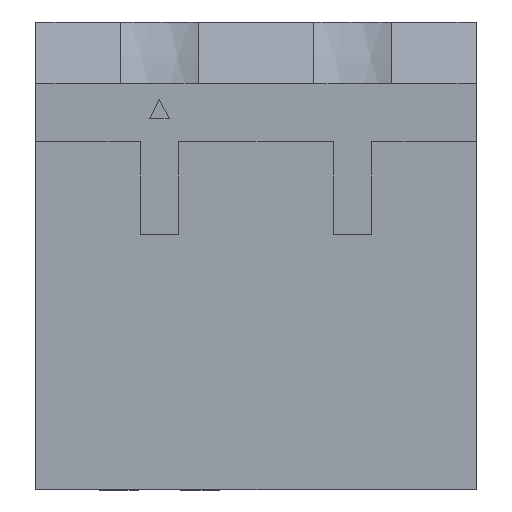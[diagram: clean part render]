
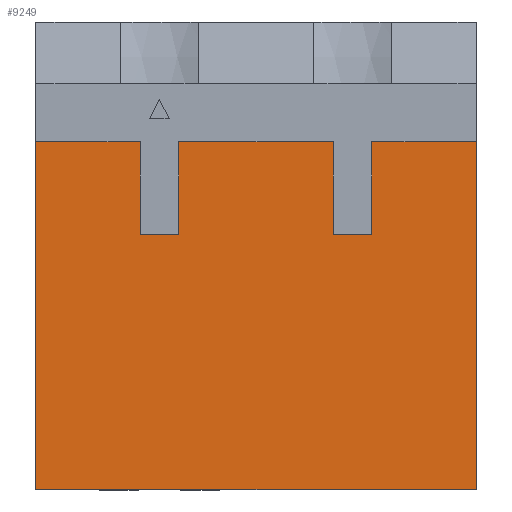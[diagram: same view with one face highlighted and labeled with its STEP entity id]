
A CAD part, top view. The second image highlights one B-rep face of the part: STEP entity #9249.
In plain terms, the highlighted planar face has unit normal (0, 0, 1).
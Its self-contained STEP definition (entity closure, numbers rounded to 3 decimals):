
#236 = DIRECTION ( 'NONE',  ( 1., 0., 0. ) ) ;
#365 = CARTESIAN_POINT ( 'NONE',  ( 7.7, 9., 7.8 ) ) ;
#1335 = VERTEX_POINT ( 'NONE', #18010 ) ;
#1435 = CARTESIAN_POINT ( 'NONE',  ( 3.7, 9., 7.8 ) ) ;
#1461 = LINE ( 'NONE', #20117, #20125 ) ;
#1640 = CARTESIAN_POINT ( 'NONE',  ( 8.7, 6.6, 7.8 ) ) ;
#1774 = VECTOR ( 'NONE', #20295, 1000. ) ;
#1867 = LINE ( 'NONE', #365, #21365 ) ;
#2113 = ORIENTED_EDGE ( 'NONE', *, *, #10200, .F. ) ;
#2621 = CARTESIAN_POINT ( 'NONE',  ( 7.7, 6.6, 7.8 ) ) ;
#3213 = VECTOR ( 'NONE', #10275, 1000. ) ;
#3642 = DIRECTION ( 'NONE',  ( -1., 0., 0. ) ) ;
#3728 = EDGE_CURVE ( 'NONE', #1335, #20925, #6850, .T. ) ;
#3762 = CARTESIAN_POINT ( 'NONE',  ( 0., 9., 7.8 ) ) ;
#4071 = VERTEX_POINT ( 'NONE', #22959 ) ;
#4444 = VERTEX_POINT ( 'NONE', #14591 ) ;
#5175 = VECTOR ( 'NONE', #23530, 1000. ) ;
#5441 = CARTESIAN_POINT ( 'NONE',  ( 7.7, 9., 7.8 ) ) ;
#5958 = CARTESIAN_POINT ( 'NONE',  ( 11.4, 9., 7.8 ) ) ;
#6124 = VECTOR ( 'NONE', #6940, 1000. ) ;
#6227 = CARTESIAN_POINT ( 'NONE',  ( 2.7, 9., 7.8 ) ) ;
#6850 = LINE ( 'NONE', #1640, #1774 ) ;
#6940 = DIRECTION ( 'NONE',  ( -1., 0., 0. ) ) ;
#7327 = VECTOR ( 'NONE', #21742, 1000. ) ;
#8207 = CARTESIAN_POINT ( 'NONE',  ( 2.7, 6.6, 7.8 ) ) ;
#8881 = EDGE_CURVE ( 'NONE', #4071, #12815, #16822, .T. ) ;
#8885 = ORIENTED_EDGE ( 'NONE', *, *, #3728, .T. ) ;
#9249 = ADVANCED_FACE ( 'NONE', ( #15255 ), #9673, .T. ) ;
#9436 = VECTOR ( 'NONE', #3642, 1000. ) ;
#9488 = ORIENTED_EDGE ( 'NONE', *, *, #15539, .T. ) ;
#9673 = PLANE ( 'NONE',  #15403 ) ;
#10130 = EDGE_CURVE ( 'NONE', #10550, #13334, #22934, .T. ) ;
#10200 = EDGE_CURVE ( 'NONE', #4444, #12815, #13552, .T. ) ;
#10275 = DIRECTION ( 'NONE',  ( 0., -1., 0. ) ) ;
#10550 = VERTEX_POINT ( 'NONE', #11285 ) ;
#10657 = ORIENTED_EDGE ( 'NONE', *, *, #11724, .F. ) ;
#10738 = VERTEX_POINT ( 'NONE', #15498 ) ;
#10793 = DIRECTION ( 'NONE',  ( 0., 1., 0. ) ) ;
#11285 = CARTESIAN_POINT ( 'NONE',  ( 11.4, 0., 7.8 ) ) ;
#11724 = EDGE_CURVE ( 'NONE', #13334, #12158, #22124, .T. ) ;
#11935 = ORIENTED_EDGE ( 'NONE', *, *, #24110, .T. ) ;
#12129 = LINE ( 'NONE', #19466, #3213 ) ;
#12158 = VERTEX_POINT ( 'NONE', #3762 ) ;
#12242 = ORIENTED_EDGE ( 'NONE', *, *, #10130, .F. ) ;
#12757 = ORIENTED_EDGE ( 'NONE', *, *, #20537, .T. ) ;
#12815 = VERTEX_POINT ( 'NONE', #8207 ) ;
#13030 = CARTESIAN_POINT ( 'NONE',  ( 0., 0., 7.8 ) ) ;
#13334 = VERTEX_POINT ( 'NONE', #13030 ) ;
#13493 = VECTOR ( 'NONE', #21513, 1000. ) ;
#13498 = DIRECTION ( 'NONE',  ( 0., 0., 1. ) ) ;
#13552 = LINE ( 'NONE', #6227, #5175 ) ;
#13571 = EDGE_CURVE ( 'NONE', #18919, #20925, #1867, .T. ) ;
#13927 = LINE ( 'NONE', #17556, #13493 ) ;
#14315 = LINE ( 'NONE', #21909, #7327 ) ;
#14395 = CARTESIAN_POINT ( 'NONE',  ( 0., 9., 7.8 ) ) ;
#14591 = CARTESIAN_POINT ( 'NONE',  ( 2.7, 9., 7.8 ) ) ;
#15255 = FACE_OUTER_BOUND ( 'NONE', #21979, .T. ) ;
#15317 = CARTESIAN_POINT ( 'NONE',  ( 11.4, 0., 7.8 ) ) ;
#15403 = AXIS2_PLACEMENT_3D ( 'NONE', #5958, #13498, #236 ) ;
#15498 = CARTESIAN_POINT ( 'NONE',  ( 11.4, 9., 7.8 ) ) ;
#15539 = EDGE_CURVE ( 'NONE', #18919, #15821, #13927, .T. ) ;
#15762 = ORIENTED_EDGE ( 'NONE', *, *, #22582, .T. ) ;
#15821 = VERTEX_POINT ( 'NONE', #1435 ) ;
#16058 = LINE ( 'NONE', #23804, #24055 ) ;
#16513 = LINE ( 'NONE', #20001, #6124 ) ;
#16822 = LINE ( 'NONE', #20164, #9436 ) ;
#17511 = VERTEX_POINT ( 'NONE', #18717 ) ;
#17556 = CARTESIAN_POINT ( 'NONE',  ( 11.4, 9., 7.8 ) ) ;
#18010 = CARTESIAN_POINT ( 'NONE',  ( 8.7, 6.6, 7.8 ) ) ;
#18288 = DIRECTION ( 'NONE',  ( 0., -1., 0. ) ) ;
#18631 = DIRECTION ( 'NONE',  ( 0., 1., 0. ) ) ;
#18717 = CARTESIAN_POINT ( 'NONE',  ( 8.7, 9., 7.8 ) ) ;
#18722 = EDGE_CURVE ( 'NONE', #15821, #4071, #12129, .T. ) ;
#18919 = VERTEX_POINT ( 'NONE', #5441 ) ;
#19027 = DIRECTION ( 'NONE',  ( 0., -1., 0. ) ) ;
#19466 = CARTESIAN_POINT ( 'NONE',  ( 3.7, 9., 7.8 ) ) ;
#19700 = ORIENTED_EDGE ( 'NONE', *, *, #8881, .T. ) ;
#19814 = EDGE_CURVE ( 'NONE', #4444, #12158, #16513, .T. ) ;
#19865 = ORIENTED_EDGE ( 'NONE', *, *, #13571, .F. ) ;
#20001 = CARTESIAN_POINT ( 'NONE',  ( 11.4, 9., 7.8 ) ) ;
#20117 = CARTESIAN_POINT ( 'NONE',  ( 11.4, 9., 7.8 ) ) ;
#20125 = VECTOR ( 'NONE', #18631, 1000. ) ;
#20164 = CARTESIAN_POINT ( 'NONE',  ( 3.7, 6.6, 7.8 ) ) ;
#20295 = DIRECTION ( 'NONE',  ( -1., 0., 0. ) ) ;
#20318 = VECTOR ( 'NONE', #10793, 1000. ) ;
#20536 = DIRECTION ( 'NONE',  ( -1., 0., 0. ) ) ;
#20537 = EDGE_CURVE ( 'NONE', #10738, #17511, #14315, .T. ) ;
#20925 = VERTEX_POINT ( 'NONE', #2621 ) ;
#21365 = VECTOR ( 'NONE', #19027, 1000. ) ;
#21513 = DIRECTION ( 'NONE',  ( -1., 0., 0. ) ) ;
#21742 = DIRECTION ( 'NONE',  ( -1., 0., 0. ) ) ;
#21909 = CARTESIAN_POINT ( 'NONE',  ( 11.4, 9., 7.8 ) ) ;
#21979 = EDGE_LOOP ( 'NONE', ( #15762, #8885, #19865, #9488, #22401, #19700, #2113, #23714, #10657, #12242, #11935, #12757 ) ) ;
#22124 = LINE ( 'NONE', #14395, #20318 ) ;
#22401 = ORIENTED_EDGE ( 'NONE', *, *, #18722, .T. ) ;
#22582 = EDGE_CURVE ( 'NONE', #17511, #1335, #16058, .T. ) ;
#22934 = LINE ( 'NONE', #15317, #23845 ) ;
#22959 = CARTESIAN_POINT ( 'NONE',  ( 3.7, 6.6, 7.8 ) ) ;
#23530 = DIRECTION ( 'NONE',  ( 0., -1., 0. ) ) ;
#23714 = ORIENTED_EDGE ( 'NONE', *, *, #19814, .T. ) ;
#23804 = CARTESIAN_POINT ( 'NONE',  ( 8.7, 9., 7.8 ) ) ;
#23845 = VECTOR ( 'NONE', #20536, 1000. ) ;
#24055 = VECTOR ( 'NONE', #18288, 1000. ) ;
#24110 = EDGE_CURVE ( 'NONE', #10550, #10738, #1461, .T. ) ;
